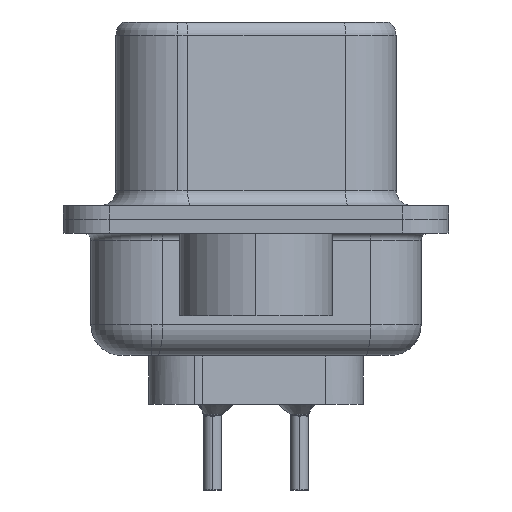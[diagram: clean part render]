
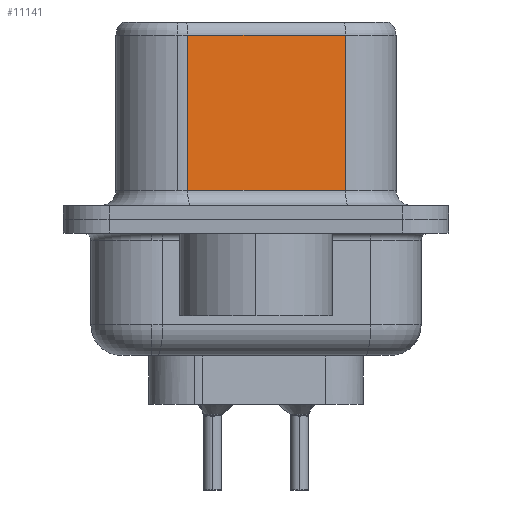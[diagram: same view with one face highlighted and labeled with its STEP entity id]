
A CAD part, left-side view. The second image highlights one B-rep face of the part: STEP entity #11141.
In plain terms, the highlighted planar face has unit normal (-0.985, -0.174, 0).
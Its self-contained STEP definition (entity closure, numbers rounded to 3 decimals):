
#188 = DIRECTION ( 'NONE',  ( -0.174, 0.985, 0. ) ) ;
#905 = EDGE_CURVE ( 'NONE', #5527, #13570, #19934, .T. ) ;
#1010 = DIRECTION ( 'NONE',  ( 0., 0., -1. ) ) ;
#1247 = EDGE_LOOP ( 'NONE', ( #7814, #11035, #24956, #24661 ) ) ;
#1400 = CARTESIAN_POINT ( 'NONE',  ( 4.58, -2.927, 0.95 ) ) ;
#2307 = CARTESIAN_POINT ( 'NONE',  ( 4.58, -2.927, 6.02 ) ) ;
#2819 = EDGE_CURVE ( 'NONE', #5527, #9921, #10570, .T. ) ;
#3302 = LINE ( 'NONE', #4890, #3567 ) ;
#3567 = VECTOR ( 'NONE', #1010, 1000. ) ;
#3774 = DIRECTION ( 'NONE',  ( 0.174, -0.985, 0. ) ) ;
#4890 = CARTESIAN_POINT ( 'NONE',  ( 3.67, 2.233, 6.52 ) ) ;
#5109 = VECTOR ( 'NONE', #20154, 1000. ) ;
#5527 = VERTEX_POINT ( 'NONE', #2307 ) ;
#5975 = PLANE ( 'NONE',  #6263 ) ;
#6135 = CARTESIAN_POINT ( 'NONE',  ( 3.67, 2.233, 6.02 ) ) ;
#6263 = AXIS2_PLACEMENT_3D ( 'NONE', #21404, #11937, #188 ) ;
#6961 = CARTESIAN_POINT ( 'NONE',  ( 4.58, -2.927, 6.52 ) ) ;
#7343 = DIRECTION ( 'NONE',  ( -0.174, 0.985, 0. ) ) ;
#7814 = ORIENTED_EDGE ( 'NONE', *, *, #905, .F. ) ;
#9921 = VERTEX_POINT ( 'NONE', #6135 ) ;
#9937 = VECTOR ( 'NONE', #7343, 1000. ) ;
#10570 = LINE ( 'NONE', #24236, #9937 ) ;
#10810 = LINE ( 'NONE', #17416, #16011 ) ;
#11035 = ORIENTED_EDGE ( 'NONE', *, *, #2819, .T. ) ;
#11141 = ADVANCED_FACE ( 'NONE', ( #23439 ), #5975, .F. ) ;
#11937 = DIRECTION ( 'NONE',  ( 0.985, 0.174, 0. ) ) ;
#13570 = VERTEX_POINT ( 'NONE', #1400 ) ;
#14772 = EDGE_CURVE ( 'NONE', #9921, #15275, #3302, .T. ) ;
#14952 = CARTESIAN_POINT ( 'NONE',  ( 3.67, 2.233, 0.95 ) ) ;
#15275 = VERTEX_POINT ( 'NONE', #14952 ) ;
#16011 = VECTOR ( 'NONE', #3774, 1000. ) ;
#17416 = CARTESIAN_POINT ( 'NONE',  ( 4.58, -2.927, 0.95 ) ) ;
#19934 = LINE ( 'NONE', #6961, #5109 ) ;
#20154 = DIRECTION ( 'NONE',  ( 0., 0., -1. ) ) ;
#21404 = CARTESIAN_POINT ( 'NONE',  ( 4.58, -2.927, 6.52 ) ) ;
#23439 = FACE_OUTER_BOUND ( 'NONE', #1247, .T. ) ;
#23839 = EDGE_CURVE ( 'NONE', #15275, #13570, #10810, .T. ) ;
#24236 = CARTESIAN_POINT ( 'NONE',  ( 4.58, -2.927, 6.02 ) ) ;
#24661 = ORIENTED_EDGE ( 'NONE', *, *, #23839, .T. ) ;
#24956 = ORIENTED_EDGE ( 'NONE', *, *, #14772, .T. ) ;
